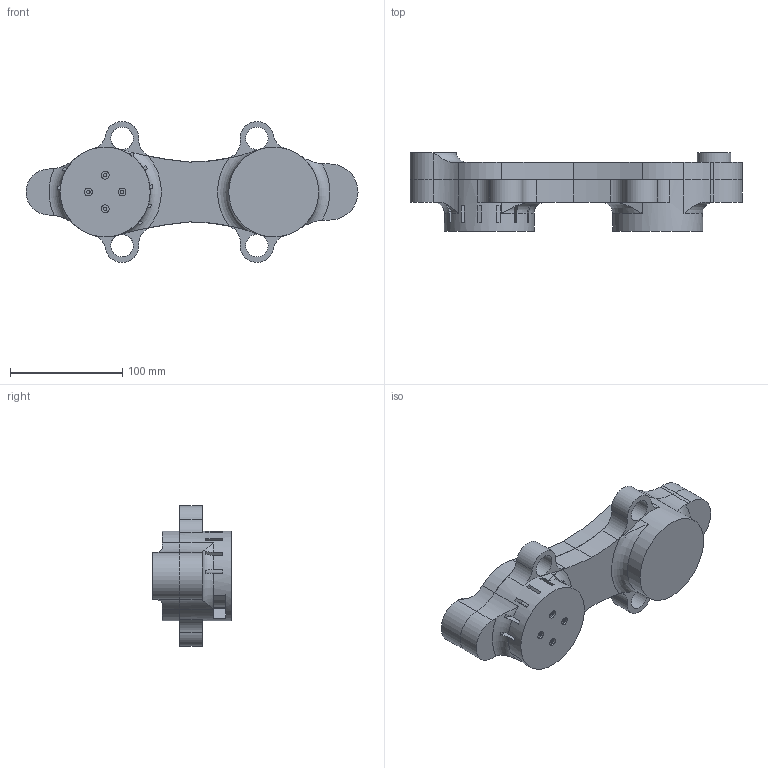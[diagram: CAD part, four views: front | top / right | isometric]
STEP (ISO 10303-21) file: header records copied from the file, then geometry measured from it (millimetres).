
FILE_DESCRIPTION(/* description */ (''),/* implementation_level */ '2;1');
FILE_NAME(/* name */ 'front hip assembly(1).step',/* time_stamp */ '2021-08-19T00:04:57+06:00',/* author */ (''),/* organization */ (''),/* preprocessor_version */ 'ST-DEVELOPER v18.1',/* originating_system */ 'Autodesk Translation Framework v10.9.0.1377',/* authorisation */ '');
FILE_SCHEMA (('AUTOMOTIVE_DESIGN { 1 0 10303 214 3 1 1 }'));
Length unit declared in the file: millimetre
Products named in the file (11): front hip assembly; front hip; MAD5008IPE; GT2 15 Teeth motor; 15_45 pulley; encoder; encoder holder; knee joint 45T; front hip cover; W_617_8; W_61706_2RZ
Assembly tree (13 placements, depth 2):
  front hip assembly
    front hip
    MAD5008IPE
    GT2 15 Teeth motor
    15_45 pulley
    W_617_8  x3
    W_61706_2RZ  x2
    encoder
    encoder holder
    knee joint 45T
    front hip cover
Bounding box: 295.5 x 69.8 x 125.45 mm (x, y, z)
Volume: 662268.1 mm3; surface area: 192788.3 mm2
Topology: 116 solids, 116 shells, 2377 faces, 6471 edges, 4245 vertices
Faces by surface type: plane 1093, cylinder 888, cone 176, sphere 96, torus 80, bspline 44
Full cylindrical faces by diameter (mm): 0.66 x2, 1 x3, 1.05 x5, 1.5 x4, 1.6 x4, 1.674 x16, 1.7 x2, 2.1 x2, 2.3 x2, 2.7 x3, 2.95 x2, 3 x20, 3.4 x4, 3.962 x4, 4 x2, 4.1 x8, 5.791 x2, 6 x1, 7 x8, 8 x6, 9.05 x6, 10.5 x1, 10.9 x6, 11.8 x1, 12 x14, 12.6 x1, 13 x1, 13.02 x1, 13.4 x1, 14 x2
Entity records: 76779 total; most frequent: CARTESIAN_POINT 16328, DIRECTION 12539, ORIENTED_EDGE 12080, EDGE_CURVE 6040, AXIS2_PLACEMENT_3D 4620, VERTEX_POINT 4012, LINE 3299, VECTOR 3299
